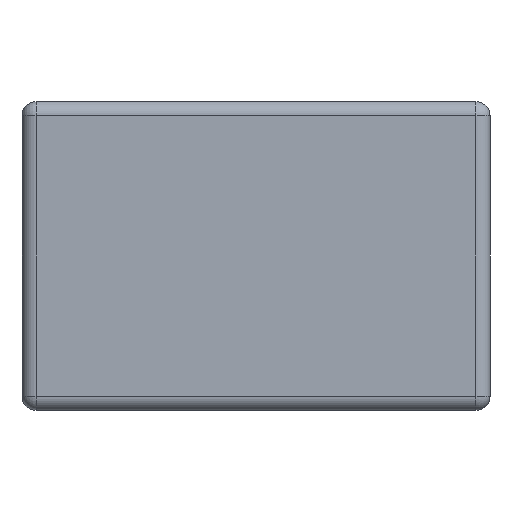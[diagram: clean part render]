
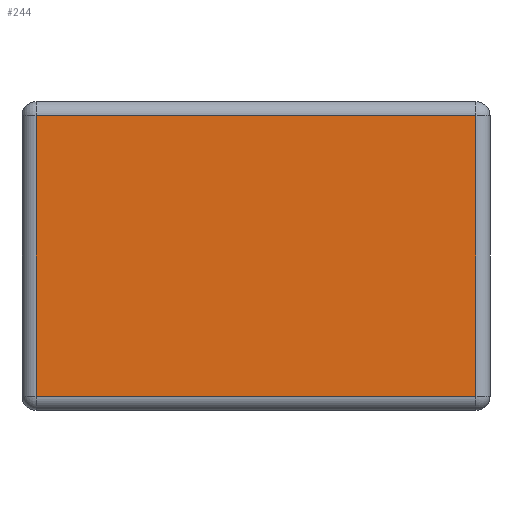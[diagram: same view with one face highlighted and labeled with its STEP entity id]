
A CAD part, left-side view. The second image highlights one B-rep face of the part: STEP entity #244.
In plain terms, the highlighted planar face has unit normal (-1, 0, 0).
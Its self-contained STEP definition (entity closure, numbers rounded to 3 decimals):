
#218 = ORIENTED_EDGE ( 'NONE', *, *, #220, .T. ) ;
#219 = ORIENTED_EDGE ( 'NONE', *, *, #246, .T. ) ;
#220 = EDGE_CURVE ( 'NONE', #234, #233, #1014, .T. ) ;
#222 = EDGE_CURVE ( 'NONE', #233, #382, #1078, .T. ) ;
#224 = ORIENTED_EDGE ( 'NONE', *, *, #222, .T. ) ;
#233 = VERTEX_POINT ( 'NONE', #1104 ) ;
#234 = VERTEX_POINT ( 'NONE', #1076 ) ;
#238 = EDGE_LOOP ( 'NONE', ( #264, #219, #218, #224 ) ) ;
#242 = EDGE_CURVE ( 'NONE', #382, #245, #975, .T. ) ;
#244 = ADVANCED_FACE ( 'NONE', ( #965 ), #962, .F. ) ;
#245 = VERTEX_POINT ( 'NONE', #966 ) ;
#246 = EDGE_CURVE ( 'NONE', #245, #234, #1063, .T. ) ;
#264 = ORIENTED_EDGE ( 'NONE', *, *, #242, .T. ) ;
#382 = VERTEX_POINT ( 'NONE', #1423 ) ;
#962 = PLANE ( 'NONE',  #1098 ) ;
#963 = DIRECTION ( 'NONE',  ( 0., 1., 0. ) ) ;
#964 = VECTOR ( 'NONE', #963, 1000. ) ;
#965 = FACE_OUTER_BOUND ( 'NONE', #238, .T. ) ;
#966 = CARTESIAN_POINT ( 'NONE',  ( -0.5, 0.235, 0.315 ) ) ;
#970 = CARTESIAN_POINT ( 'NONE',  ( -0.5, 0.25, 0.315 ) ) ;
#975 = LINE ( 'NONE', #970, #964 ) ;
#994 = DIRECTION ( 'NONE',  ( 0., 0., 1. ) ) ;
#1010 = DIRECTION ( 'NONE',  ( 0., -1., 0. ) ) ;
#1011 = CARTESIAN_POINT ( 'NONE',  ( -0.5, 0.25, 0.015 ) ) ;
#1014 = LINE ( 'NONE', #1011, #1069 ) ;
#1052 = DIRECTION ( 'NONE',  ( 0., 0., -1. ) ) ;
#1053 = VECTOR ( 'NONE', #1052, 1000. ) ;
#1054 = CARTESIAN_POINT ( 'NONE',  ( -0.5, 0.235, 0.33 ) ) ;
#1059 = DIRECTION ( 'NONE',  ( 0., 1., 0. ) ) ;
#1060 = DIRECTION ( 'NONE',  ( 1., 0., 0. ) ) ;
#1061 = CARTESIAN_POINT ( 'NONE',  ( -0.5, 0.25, 0.33 ) ) ;
#1063 = LINE ( 'NONE', #1054, #1053 ) ;
#1069 = VECTOR ( 'NONE', #1010, 1000. ) ;
#1070 = VECTOR ( 'NONE', #994, 1000. ) ;
#1076 = CARTESIAN_POINT ( 'NONE',  ( -0.5, 0.235, 0.015 ) ) ;
#1077 = CARTESIAN_POINT ( 'NONE',  ( -0.5, -0.235, 0.33 ) ) ;
#1078 = LINE ( 'NONE', #1077, #1070 ) ;
#1098 = AXIS2_PLACEMENT_3D ( 'NONE', #1061, #1060, #1059 ) ;
#1104 = CARTESIAN_POINT ( 'NONE',  ( -0.5, -0.235, 0.015 ) ) ;
#1423 = CARTESIAN_POINT ( 'NONE',  ( -0.5, -0.235, 0.315 ) ) ;
